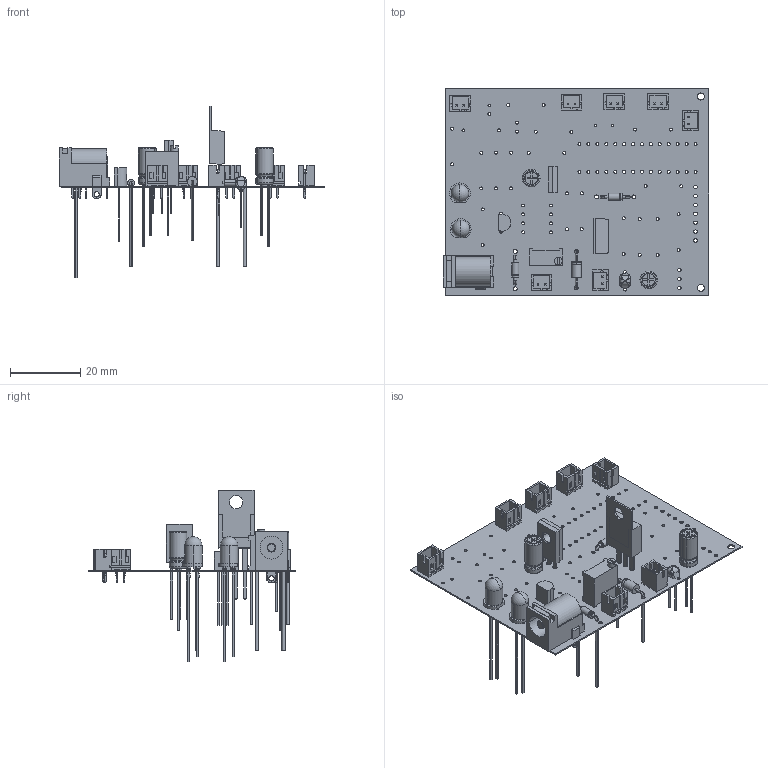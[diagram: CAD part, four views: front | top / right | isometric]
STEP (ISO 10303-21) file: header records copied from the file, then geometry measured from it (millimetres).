
FILE_DESCRIPTION(('Open CASCADE Model'),'2;1');
FILE_NAME('Open CASCADE Shape Model','2023-07-12T22:07:08',('Author'),( 'Open CASCADE'),'Open CASCADE STEP processor 7.5','Open CASCADE 7.5' ,'Unknown');
FILE_SCHEMA(('AUTOMOTIVE_DESIGN { 1 0 10303 214 1 1 1 1 }'));
Length unit declared in the file: millimetre
Products named in the file (42): PCB; Board; Open CASCADE STEP translator 7.5 1.1.1; P7; 6653843072; P6; 6653840432; P5; P4; P1; 6653839952; P3; P2; VR2; 6653842912; C3; 6653842032; J1; 6653840512; PJ-002B; C2; 6653841952; D5; 6653841552; C1; 6653841792; VR1; 6653841632; Q2; 6653841872; Q1; 6653842512; D4; 6653842592; D3; 6653842992; WP7113ID_WP7113ID; D2; 6653841712; L-53GD_L-53GD ...
Assembly tree (45 placements, depth 4):
  PCB
    Board
      Open CASCADE STEP translator 7.5 1.1.1
    P7
      6653843072
    P6
      6653840432
    P5
      6653840432
    P4
      6653840432
    P1
      6653839952
    P3
      6653840432
    P2
      6653840432
    VR2
      6653842912
    C3
      6653842032
    J1
      6653840512
        PJ-002B
    C2
      6653841952
    D5
      6653841552
    C1
      6653841792
    VR1
      6653841632
    Q2
      6653841872
    Q1
      6653842512
    D4
      6653842592
    D3
      6653842992
        WP7113ID_WP7113ID
    D2
      6653841712
        L-53GD_L-53GD
    D1
      6653841312
Bounding box: 75.64 x 58.67 x 48.86 mm (x, y, z)
Volume: 5371.9 mm3; surface area: 15799.4 mm2
Topology: 81 solids, 81 shells, 1486 faces, 3751 edges, 2401 vertices
Faces by surface type: plane 1048, cylinder 314, torus 68, bspline 42, revolution 8, sphere 4, cone 2
Full cylindrical faces by diameter (mm): 0.51 x3, 0.63 x2, 0.71 x3, 0.75 x4, 0.78 x8, 0.8 x6, 0.812 x14, 0.85 x62, 0.93 x5, 1 x2, 1.01 x3, 1.016 x7, 1.06 x2, 1.1 x4, 1.23 x2, 1.24 x3, 1.25 x1, 2 x2, 2.19 x1
Entity records: 35868 total; most frequent: CARTESIAN_POINT 7562, DIRECTION 5620, ORIENTED_EDGE 5470, EDGE_CURVE 2735, AXIS2_PLACEMENT_3D 1899, LINE 1814, VECTOR 1814, VERTEX_POINT 1761
